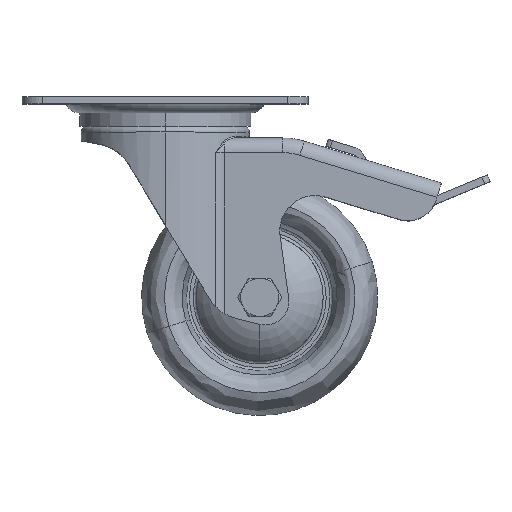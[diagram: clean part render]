
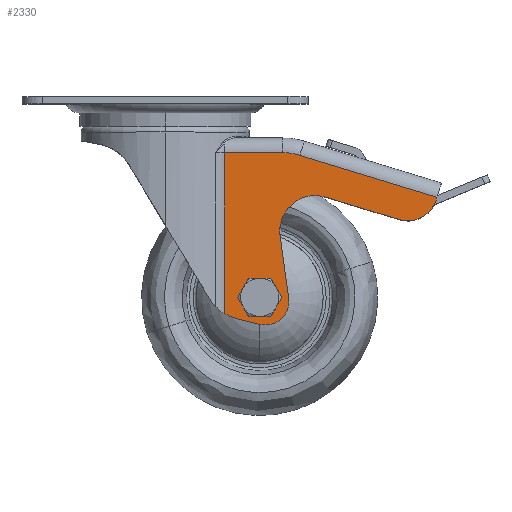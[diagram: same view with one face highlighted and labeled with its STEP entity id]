
A CAD part, top view. The second image highlights one B-rep face of the part: STEP entity #2330.
In plain terms, the highlighted planar face has unit normal (0, 0, 1).
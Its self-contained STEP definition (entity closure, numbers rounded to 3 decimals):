
#77 = CARTESIAN_POINT ( 'NONE',  ( 34.946, -44.641, 21.8 ) ) ;
#176 = VECTOR ( 'NONE', #430, 1000. ) ;
#430 = DIRECTION ( 'NONE',  ( 0.97, -0.242, 0. ) ) ;
#556 = AXIS2_PLACEMENT_3D ( 'NONE', #2083, #11838, #1131 ) ;
#636 = DIRECTION ( 'NONE',  ( -1., 0., 0. ) ) ;
#1034 = CARTESIAN_POINT ( 'NONE',  ( 85.137, 0.389, 21.8 ) ) ;
#1131 = DIRECTION ( 'NONE',  ( 1., 0., 0. ) ) ;
#1266 = CARTESIAN_POINT ( 'NONE',  ( 91.776, -12.098, 21.8 ) ) ;
#1619 = ORIENTED_EDGE ( 'NONE', *, *, #14263, .T. ) ;
#1711 = CARTESIAN_POINT ( 'NONE',  ( 41.841, -14.683, 21.8 ) ) ;
#1786 = EDGE_LOOP ( 'NONE', ( #8082, #14093 ) ) ;
#1991 = CARTESIAN_POINT ( 'NONE',  ( -9.992, -33.437, 21.8 ) ) ;
#2011 = LINE ( 'NONE', #11693, #10133 ) ;
#2083 = CARTESIAN_POINT ( 'NONE',  ( 34.954, -35.511, 21.8 ) ) ;
#2327 = EDGE_CURVE ( 'NONE', #8045, #15293, #6660, .T. ) ;
#2330 = ADVANCED_FACE ( 'NONE', ( #7617, #14800 ), #8962, .F. ) ;
#2691 = AXIS2_PLACEMENT_3D ( 'NONE', #4701, #13089, #6054 ) ;
#2809 = EDGE_CURVE ( 'NONE', #15359, #13653, #5084, .T. ) ;
#2818 = DIRECTION ( 'NONE',  ( 1., 0., 0. ) ) ;
#2995 = DIRECTION ( 'NONE',  ( 0., 0., 1. ) ) ;
#3034 = VERTEX_POINT ( 'NONE', #1711 ) ;
#3042 = DIRECTION ( 'NONE',  ( 0., -1., 0. ) ) ;
#3139 = ORIENTED_EDGE ( 'NONE', *, *, #4846, .T. ) ;
#3254 = LINE ( 'NONE', #15576, #11059 ) ;
#3290 = CIRCLE ( 'NONE', #6612, 4.15 ) ;
#3523 = VECTOR ( 'NONE', #636, 1000. ) ;
#3582 = DIRECTION ( 'NONE',  ( -1., 0., 0. ) ) ;
#3621 = CARTESIAN_POINT ( 'NONE',  ( 94.7, -2.535, 21.8 ) ) ;
#3688 = EDGE_CURVE ( 'NONE', #3034, #4725, #5276, .T. ) ;
#3714 = CARTESIAN_POINT ( 'NONE',  ( 23.054, -41.011, 21.8 ) ) ;
#3996 = VERTEX_POINT ( 'NONE', #8171 ) ;
#4139 = CARTESIAN_POINT ( 'NONE',  ( 39.104, -35.511, 21.8 ) ) ;
#4252 = CARTESIAN_POINT ( 'NONE',  ( 48.565, 12.615, 21.8 ) ) ;
#4451 = ORIENTED_EDGE ( 'NONE', *, *, #3688, .T. ) ;
#4650 = VECTOR ( 'NONE', #11106, 1000. ) ;
#4684 = VERTEX_POINT ( 'NONE', #10111 ) ;
#4701 = CARTESIAN_POINT ( 'NONE',  ( 30.751, -28.136, 21.8 ) ) ;
#4725 = VERTEX_POINT ( 'NONE', #9878 ) ;
#4743 = DIRECTION ( 'NONE',  ( -1., 0., 0. ) ) ;
#4846 = EDGE_CURVE ( 'NONE', #15293, #13345, #2011, .T. ) ;
#4896 = DIRECTION ( 'NONE',  ( -1., 0., 0. ) ) ;
#4955 = VECTOR ( 'NONE', #8484, 1000. ) ;
#5030 = VECTOR ( 'NONE', #14409, 1000. ) ;
#5084 = CIRCLE ( 'NONE', #556, 4.15 ) ;
#5276 = CIRCLE ( 'NONE', #13103, 12. ) ;
#5312 = AXIS2_PLACEMENT_3D ( 'NONE', #1034, #9668, #4896 ) ;
#5499 = CIRCLE ( 'NONE', #2691, 15. ) ;
#5551 = EDGE_CURVE ( 'NONE', #8123, #3034, #8679, .T. ) ;
#5650 = DIRECTION ( 'NONE',  ( 0.292, 0.956, 0. ) ) ;
#6008 = CARTESIAN_POINT ( 'NONE',  ( 53.724, -13.013, 21.8 ) ) ;
#6054 = DIRECTION ( 'NONE',  ( -1., 0., 0. ) ) ;
#6069 = CARTESIAN_POINT ( 'NONE',  ( 23.054, 13.489, 21.8 ) ) ;
#6105 = CARTESIAN_POINT ( 'NONE',  ( 44.804, -35.766, 21.8 ) ) ;
#6192 = AXIS2_PLACEMENT_3D ( 'NONE', #9120, #2995, #6503 ) ;
#6214 = EDGE_CURVE ( 'NONE', #14498, #8045, #10732, .T. ) ;
#6415 = EDGE_CURVE ( 'NONE', #6563, #8123, #7204, .T. ) ;
#6503 = DIRECTION ( 'NONE',  ( -1., 0., 0. ) ) ;
#6563 = VERTEX_POINT ( 'NONE', #77 ) ;
#6612 = AXIS2_PLACEMENT_3D ( 'NONE', #12498, #7530, #2818 ) ;
#6660 = LINE ( 'NONE', #13864, #3523 ) ;
#6842 = ORIENTED_EDGE ( 'NONE', *, *, #6415, .T. ) ;
#6978 = ORIENTED_EDGE ( 'NONE', *, *, #12694, .T. ) ;
#7097 = EDGE_CURVE ( 'NONE', #3996, #6563, #9069, .T. ) ;
#7204 = CIRCLE ( 'NONE', #6192, 8. ) ;
#7239 = EDGE_LOOP ( 'NONE', ( #3139, #7534, #7467, #6842, #15102, #4451, #8158, #1619, #14118, #6978, #10789, #8936 ) ) ;
#7277 = EDGE_CURVE ( 'NONE', #4725, #9486, #8644, .T. ) ;
#7467 = ORIENTED_EDGE ( 'NONE', *, *, #7097, .T. ) ;
#7530 = DIRECTION ( 'NONE',  ( 0., 0., 1. ) ) ;
#7534 = ORIENTED_EDGE ( 'NONE', *, *, #13758, .T. ) ;
#7617 = FACE_BOUND ( 'NONE', #1786, .T. ) ;
#7711 = AXIS2_PLACEMENT_3D ( 'NONE', #9632, #9470, #3582 ) ;
#7956 = CARTESIAN_POINT ( 'NONE',  ( 42.718, 13.489, 21.8 ) ) ;
#8045 = VERTEX_POINT ( 'NONE', #7956 ) ;
#8082 = ORIENTED_EDGE ( 'NONE', *, *, #2809, .F. ) ;
#8123 = VERTEX_POINT ( 'NONE', #6105 ) ;
#8158 = ORIENTED_EDGE ( 'NONE', *, *, #7277, .T. ) ;
#8171 = CARTESIAN_POINT ( 'NONE',  ( 27.123, -42.691, 21.8 ) ) ;
#8178 = VERTEX_POINT ( 'NONE', #3621 ) ;
#8484 = DIRECTION ( 'NONE',  ( 0.956, -0.292, 0. ) ) ;
#8644 = LINE ( 'NONE', #1266, #4955 ) ;
#8679 = LINE ( 'NONE', #13482, #4650 ) ;
#8882 = DIRECTION ( 'NONE',  ( 0., 0., -1. ) ) ;
#8936 = ORIENTED_EDGE ( 'NONE', *, *, #2327, .T. ) ;
#8962 = PLANE ( 'NONE',  #10625 ) ;
#9069 = LINE ( 'NONE', #1991, #176 ) ;
#9120 = CARTESIAN_POINT ( 'NONE',  ( 36.881, -36.879, 21.8 ) ) ;
#9470 = DIRECTION ( 'NONE',  ( 0., 0., 1. ) ) ;
#9486 = VERTEX_POINT ( 'NONE', #13833 ) ;
#9632 = CARTESIAN_POINT ( 'NONE',  ( 42.718, -6.511, 21.8 ) ) ;
#9668 = DIRECTION ( 'NONE',  ( 0., 0., 1. ) ) ;
#9878 = CARTESIAN_POINT ( 'NONE',  ( 57.232, -1.537, 21.8 ) ) ;
#10111 = CARTESIAN_POINT ( 'NONE',  ( 94.992, -1.579, 21.8 ) ) ;
#10133 = VECTOR ( 'NONE', #3042, 1000. ) ;
#10625 = AXIS2_PLACEMENT_3D ( 'NONE', #13778, #8882, #14724 ) ;
#10732 = CIRCLE ( 'NONE', #7711, 20. ) ;
#10753 = CARTESIAN_POINT ( 'NONE',  ( 5.211, 25.87, 21.8 ) ) ;
#10789 = ORIENTED_EDGE ( 'NONE', *, *, #6214, .T. ) ;
#11059 = VECTOR ( 'NONE', #5650, 1000. ) ;
#11106 = DIRECTION ( 'NONE',  ( -0.139, 0.99, 0. ) ) ;
#11205 = CARTESIAN_POINT ( 'NONE',  ( 30.804, -35.511, 21.8 ) ) ;
#11641 = CIRCLE ( 'NONE', #5312, 10. ) ;
#11693 = CARTESIAN_POINT ( 'NONE',  ( 23.054, 18.489, 21.8 ) ) ;
#11838 = DIRECTION ( 'NONE',  ( 0., 0., 1. ) ) ;
#11856 = EDGE_CURVE ( 'NONE', #8178, #4684, #3254, .T. ) ;
#12498 = CARTESIAN_POINT ( 'NONE',  ( 34.954, -35.511, 21.8 ) ) ;
#12694 = EDGE_CURVE ( 'NONE', #4684, #14498, #14485, .T. ) ;
#13089 = DIRECTION ( 'NONE',  ( 0., 0., 1. ) ) ;
#13103 = AXIS2_PLACEMENT_3D ( 'NONE', #6008, #15579, #4743 ) ;
#13345 = VERTEX_POINT ( 'NONE', #3714 ) ;
#13482 = CARTESIAN_POINT ( 'NONE',  ( 39.219, 3.97, 21.8 ) ) ;
#13653 = VERTEX_POINT ( 'NONE', #11205 ) ;
#13758 = EDGE_CURVE ( 'NONE', #13345, #3996, #5499, .T. ) ;
#13778 = CARTESIAN_POINT ( 'NONE',  ( 2.954, 18.489, 21.8 ) ) ;
#13833 = CARTESIAN_POINT ( 'NONE',  ( 82.213, -9.174, 21.8 ) ) ;
#13864 = CARTESIAN_POINT ( 'NONE',  ( 2.954, 13.489, 21.8 ) ) ;
#14093 = ORIENTED_EDGE ( 'NONE', *, *, #14380, .F. ) ;
#14118 = ORIENTED_EDGE ( 'NONE', *, *, #11856, .T. ) ;
#14263 = EDGE_CURVE ( 'NONE', #9486, #8178, #11641, .T. ) ;
#14380 = EDGE_CURVE ( 'NONE', #13653, #15359, #3290, .T. ) ;
#14409 = DIRECTION ( 'NONE',  ( -0.956, 0.292, 0. ) ) ;
#14485 = LINE ( 'NONE', #10753, #5030 ) ;
#14498 = VERTEX_POINT ( 'NONE', #4252 ) ;
#14724 = DIRECTION ( 'NONE',  ( -1., 0., 0. ) ) ;
#14800 = FACE_OUTER_BOUND ( 'NONE', #7239, .T. ) ;
#15102 = ORIENTED_EDGE ( 'NONE', *, *, #5551, .T. ) ;
#15293 = VERTEX_POINT ( 'NONE', #6069 ) ;
#15359 = VERTEX_POINT ( 'NONE', #4139 ) ;
#15576 = CARTESIAN_POINT ( 'NONE',  ( 96.454, 3.203, 21.8 ) ) ;
#15579 = DIRECTION ( 'NONE',  ( 0., 0., -1. ) ) ;
